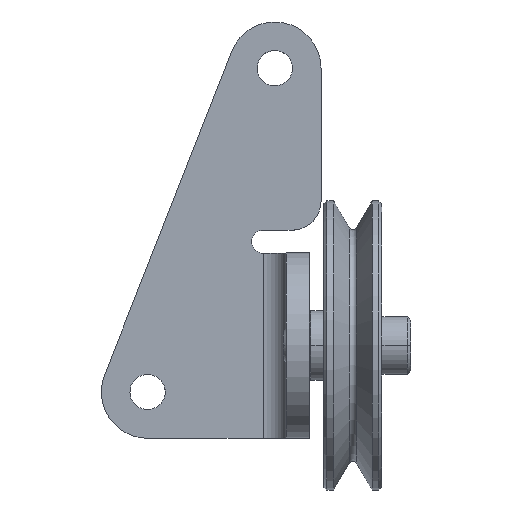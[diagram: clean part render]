
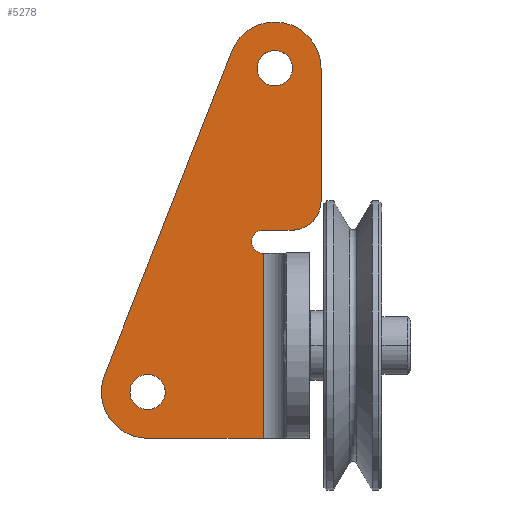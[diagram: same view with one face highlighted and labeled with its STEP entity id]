
A CAD part, top view. The second image highlights one B-rep face of the part: STEP entity #5278.
In plain terms, the highlighted planar face has unit normal (0, 0, 1).
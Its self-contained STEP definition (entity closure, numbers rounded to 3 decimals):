
#2300=CARTESIAN_POINT('',(3.,5.,4.));
#2301=DIRECTION('',(0.,0.,-1.));
#2302=DIRECTION('',(1.,0.,0.));
#2303=AXIS2_PLACEMENT_3D('',#2300,#2301,#2302);
#2308=CARTESIAN_POINT('',(-2.,-2.,4.));
#2309=DIRECTION('',(0.,0.,1.));
#2310=DIRECTION('',(0.,1.,0.));
#2311=AXIS2_PLACEMENT_3D('',#2308,#2309,#2310);
#2316=DIRECTION('',(-1.,0.,0.));
#2317=VECTOR('',#2316,20.);
#2318=CARTESIAN_POINT('',(-2.,-36.,4.));
#2319=LINE('',#2318,#2317);
#2323=CARTESIAN_POINT('',(-22.,-28.,4.));
#2324=DIRECTION('',(0.,0.,-1.));
#2325=DIRECTION('',(0.,-1.,0.));
#2326=AXIS2_PLACEMENT_3D('',#2323,#2324,#2325);
#2331=DIRECTION('',(0.366,0.931,0.));
#2332=VECTOR('',#2331,60.166);
#2333=CARTESIAN_POINT('',(-29.446,-25.075,4.));
#2334=LINE('',#2333,#2332);
#2338=CARTESIAN_POINT('',(0.,28.,4.));
#2339=DIRECTION('',(0.,0.,-1.));
#2340=DIRECTION('',(-0.931,0.366,0.));
#2341=AXIS2_PLACEMENT_3D('',#2338,#2339,#2340);
#2346=DIRECTION('',(0.,-1.,0.));
#2347=VECTOR('',#2346,23.);
#2348=CARTESIAN_POINT('',(8.,28.,4.));
#2349=LINE('',#2348,#2347);
#2353=CARTESIAN_POINT('',(0.,28.,4.));
#2354=DIRECTION('',(0.,0.,1.));
#2355=DIRECTION('',(-1.,0.,0.));
#2356=AXIS2_PLACEMENT_3D('',#2353,#2354,#2355);
#2361=CARTESIAN_POINT('',(0.,28.,4.));
#2362=DIRECTION('',(0.,0.,1.));
#2363=DIRECTION('',(1.,0.,0.));
#2364=AXIS2_PLACEMENT_3D('',#2361,#2362,#2363);
#2369=CARTESIAN_POINT('',(-22.,-28.,4.));
#2370=DIRECTION('',(0.,0.,1.));
#2371=DIRECTION('',(-1.,0.,0.));
#2372=AXIS2_PLACEMENT_3D('',#2369,#2370,#2371);
#2377=CARTESIAN_POINT('',(-22.,-28.,4.));
#2378=DIRECTION('',(0.,0.,1.));
#2379=DIRECTION('',(1.,0.,0.));
#2380=AXIS2_PLACEMENT_3D('',#2377,#2378,#2379);
#2526=DIRECTION('',(1.,0.,0.));
#2527=VECTOR('',#2526,5.);
#2528=CARTESIAN_POINT('',(-2.,0.,4.));
#2529=LINE('',#2528,#2527);
#2568=DIRECTION('',(0.,1.,0.));
#2569=VECTOR('',#2568,32.);
#2570=CARTESIAN_POINT('',(-2.,-36.,4.));
#2571=LINE('',#2570,#2569);
#3136=CARTESIAN_POINT('',(-2.,-36.,4.));
#3137=VERTEX_POINT('',#3136);
#3140=CARTESIAN_POINT('',(-2.,-4.,4.));
#3141=VERTEX_POINT('',#3140);
#3144=CARTESIAN_POINT('',(-2.,0.,4.));
#3145=VERTEX_POINT('',#3144);
#3148=CARTESIAN_POINT('',(8.,5.,4.));
#3149=CARTESIAN_POINT('',(3.,0.,4.));
#3150=VERTEX_POINT('',#3148);
#3151=VERTEX_POINT('',#3149);
#3152=CARTESIAN_POINT('',(-22.,-36.,4.));
#3153=VERTEX_POINT('',#3152);
#3154=CARTESIAN_POINT('',(-29.446,-25.075,4.));
#3155=VERTEX_POINT('',#3154);
#3156=CARTESIAN_POINT('',(-7.446,30.925,4.));
#3157=VERTEX_POINT('',#3156);
#3158=CARTESIAN_POINT('',(8.,28.,4.));
#3159=VERTEX_POINT('',#3158);
#3160=CARTESIAN_POINT('',(-3.05,28.,4.));
#3161=CARTESIAN_POINT('',(3.05,28.,4.));
#3162=VERTEX_POINT('',#3160);
#3163=VERTEX_POINT('',#3161);
#3164=CARTESIAN_POINT('',(-25.05,-28.,4.));
#3165=CARTESIAN_POINT('',(-18.95,-28.,4.));
#3166=VERTEX_POINT('',#3164);
#3167=VERTEX_POINT('',#3165);
#5242=CARTESIAN_POINT('',(0.,0.,4.));
#5243=DIRECTION('',(0.,0.,1.));
#5244=DIRECTION('',(1.,0.,0.));
#5245=AXIS2_PLACEMENT_3D('',#5242,#5243,#5244);
#5246=PLANE('',#5245);
#5248=ORIENTED_EDGE('',*,*,#5247,.T.);
#5250=ORIENTED_EDGE('',*,*,#5249,.F.);
#5251=ORIENTED_EDGE('',*,*,#5232,.T.);
#5253=ORIENTED_EDGE('',*,*,#5252,.F.);
#5255=ORIENTED_EDGE('',*,*,#5254,.T.);
#5257=ORIENTED_EDGE('',*,*,#5256,.T.);
#5259=ORIENTED_EDGE('',*,*,#5258,.T.);
#5261=ORIENTED_EDGE('',*,*,#5260,.T.);
#5263=ORIENTED_EDGE('',*,*,#5262,.T.);
#5264=EDGE_LOOP('',(#5248,#5250,#5251,#5253,#5255,#5257,#5259,#5261,#5263));
#5265=FACE_OUTER_BOUND('',#5264,.F.);
#5267=ORIENTED_EDGE('',*,*,#5266,.T.);
#5269=ORIENTED_EDGE('',*,*,#5268,.T.);
#5270=EDGE_LOOP('',(#5267,#5269));
#5271=FACE_BOUND('',#5270,.F.);
#5273=ORIENTED_EDGE('',*,*,#5272,.T.);
#5275=ORIENTED_EDGE('',*,*,#5274,.T.);
#5276=EDGE_LOOP('',(#5273,#5275));
#5277=FACE_BOUND('',#5276,.F.);
#5278=ADVANCED_FACE('',(#5265,#5271,#5277),#5246,.T.);
#2304=CIRCLE('',#2303,5.);
#2312=CIRCLE('',#2311,2.);
#2327=CIRCLE('',#2326,8.);
#2342=CIRCLE('',#2341,8.);
#2357=CIRCLE('',#2356,3.05);
#2365=CIRCLE('',#2364,3.05);
#2373=CIRCLE('',#2372,3.05);
#2381=CIRCLE('',#2380,3.05);
#5232=EDGE_CURVE('',#3145,#3141,#2312,.T.);
#5247=EDGE_CURVE('',#3150,#3151,#2304,.T.);
#5249=EDGE_CURVE('',#3145,#3151,#2529,.T.);
#5252=EDGE_CURVE('',#3137,#3141,#2571,.T.);
#5254=EDGE_CURVE('',#3137,#3153,#2319,.T.);
#5256=EDGE_CURVE('',#3153,#3155,#2327,.T.);
#5258=EDGE_CURVE('',#3155,#3157,#2334,.T.);
#5260=EDGE_CURVE('',#3157,#3159,#2342,.T.);
#5262=EDGE_CURVE('',#3159,#3150,#2349,.T.);
#5266=EDGE_CURVE('',#3162,#3163,#2357,.T.);
#5268=EDGE_CURVE('',#3163,#3162,#2365,.T.);
#5272=EDGE_CURVE('',#3166,#3167,#2373,.T.);
#5274=EDGE_CURVE('',#3167,#3166,#2381,.T.);
